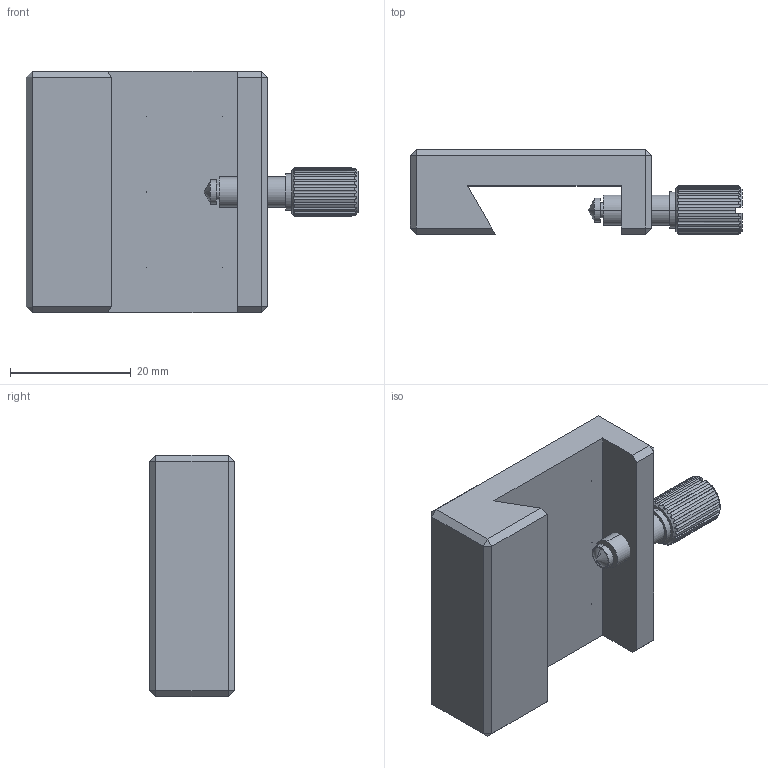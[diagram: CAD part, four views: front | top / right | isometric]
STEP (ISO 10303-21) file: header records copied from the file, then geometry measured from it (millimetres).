
FILE_DESCRIPTION (( 'STEP AP203' ), '1' );
FILE_NAME ('51OCN-2M.STEP', '2016-04-28T03:16:51', ( '' ), ( '' ), 'SwSTEP 2.0', 'SolidWorks 2016', '' );
FILE_SCHEMA (( 'CONFIG_CONTROL_DESIGN' ));
Length unit declared in the file: millimetre
Products named in the file (1): 51OCN-2M
Bounding box: 55 x 14 x 40 mm (x, y, z)
Volume: 14851 mm3; surface area: 7074.9 mm2
Topology: 3 solids, 3 shells, 168 faces, 428 edges, 265 vertices
Faces by surface type: cylinder 95, plane 47, cone 26
Entity records: 5558 total; most frequent: CARTESIAN_POINT 1521, ORIENTED_EDGE 832, DIRECTION 807, EDGE_CURVE 416, AXIS2_PLACEMENT_3D 305, VERTEX_POINT 265, VECTOR 197, LINE 197
